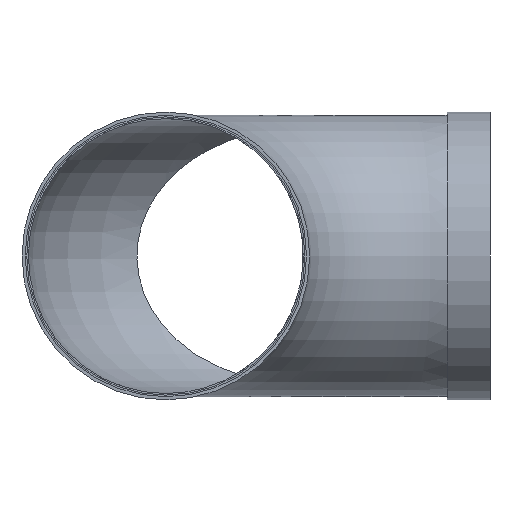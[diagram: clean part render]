
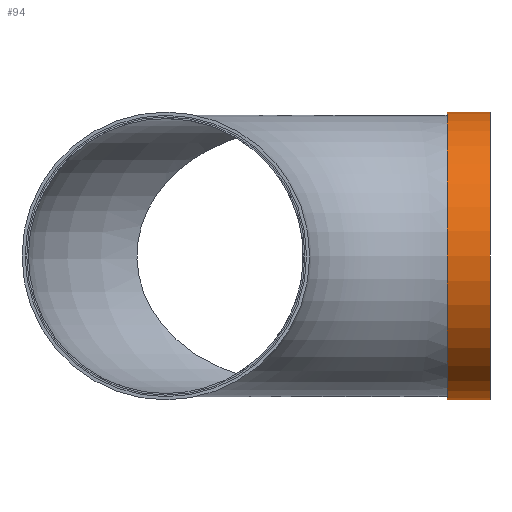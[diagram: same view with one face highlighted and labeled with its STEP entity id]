
A CAD part, left-side view. The second image highlights one B-rep face of the part: STEP entity #94.
In plain terms, the highlighted cylindrical face has radius 181.5 mm (diameter 363 mm), a full revolution.
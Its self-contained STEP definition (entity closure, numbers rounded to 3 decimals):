
#94 = ADVANCED_FACE( '', ( #195, #196 ), #197, .T. );
#195 = FACE_OUTER_BOUND( '', #301, .T. );
#196 = FACE_OUTER_BOUND( '', #302, .T. );
#197 = CYLINDRICAL_SURFACE( '', #303, 181.5 );
#301 = EDGE_LOOP( '', ( #424 ) );
#302 = EDGE_LOOP( '', ( #425 ) );
#303 = AXIS2_PLACEMENT_3D( '', #426, #427, #428 );
#424 = ORIENTED_EDGE( '', *, *, #529, .T. );
#425 = ORIENTED_EDGE( '', *, *, #531, .F. );
#426 = CARTESIAN_POINT( '', ( 0., 0., 0. ) );
#427 = DIRECTION( '', ( 0., 1., 0. ) );
#428 = DIRECTION( '', ( 0., 0., -1. ) );
#529 = EDGE_CURVE( '', #600, #600, #601, .T. );
#531 = EDGE_CURVE( '', #603, #603, #604, .T. );
#600 = VERTEX_POINT( '', #1440 );
#601 = CIRCLE( '', #1441, 181.5 );
#603 = VERTEX_POINT( '', #1443 );
#604 = CIRCLE( '', #1444, 181.5 );
#1440 = CARTESIAN_POINT( '', ( 0., 54., -181.5 ) );
#1441 = AXIS2_PLACEMENT_3D( '', #1763, #1764, #1765 );
#1443 = CARTESIAN_POINT( '', ( 0., 0., -181.5 ) );
#1444 = AXIS2_PLACEMENT_3D( '', #1766, #1767, #1768 );
#1763 = CARTESIAN_POINT( '', ( 0., 54., 0. ) );
#1764 = DIRECTION( '', ( 0., -1., 0. ) );
#1765 = DIRECTION( '', ( 0., 0., -1. ) );
#1766 = CARTESIAN_POINT( '', ( 0., 0., 0. ) );
#1767 = DIRECTION( '', ( 0., -1., 0. ) );
#1768 = DIRECTION( '', ( 0., 0., -1. ) );
